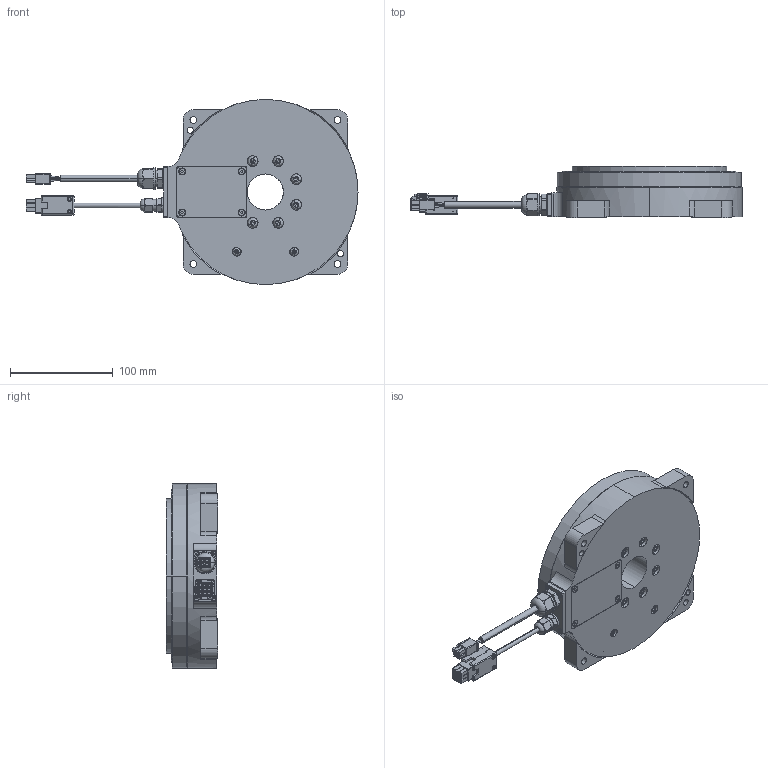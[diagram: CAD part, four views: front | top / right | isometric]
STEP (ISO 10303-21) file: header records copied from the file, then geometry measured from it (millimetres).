
FILE_DESCRIPTION (( 'STEP AP203' ), '1' );
FILE_NAME ('FM17M2013600_A1_ª½ÅX°¨¹F_DMN71.STEP', '2020-02-20T09:32:34', ( '' ), ( '' ), 'SwSTEP 2.0', 'SolidWorks 2015', '' );
FILE_SCHEMA (( 'CONFIG_CONTROL_DESIGN' ));
Length unit declared in the file: millimetre
Products named in the file (1): FM17M2013600_A1_直驅馬達_DMN71
Bounding box: 322.7 x 50 x 180 mm (x, y, z)
Volume: 1213927.8 mm3; surface area: 117079.9 mm2
Topology: 1 solids, 6 shells, 1996 faces, 5264 edges, 3407 vertices
Faces by surface type: plane 1219, cylinder 441, bspline 186, cone 97, torus 41, sphere 12
Entity records: 69656 total; most frequent: CARTESIAN_POINT 21895, ORIENTED_EDGE 10468, DIRECTION 8986, EDGE_CURVE 5234, VERTEX_POINT 3403, VECTOR 3346, LINE 3346, AXIS2_PLACEMENT_3D 2820
